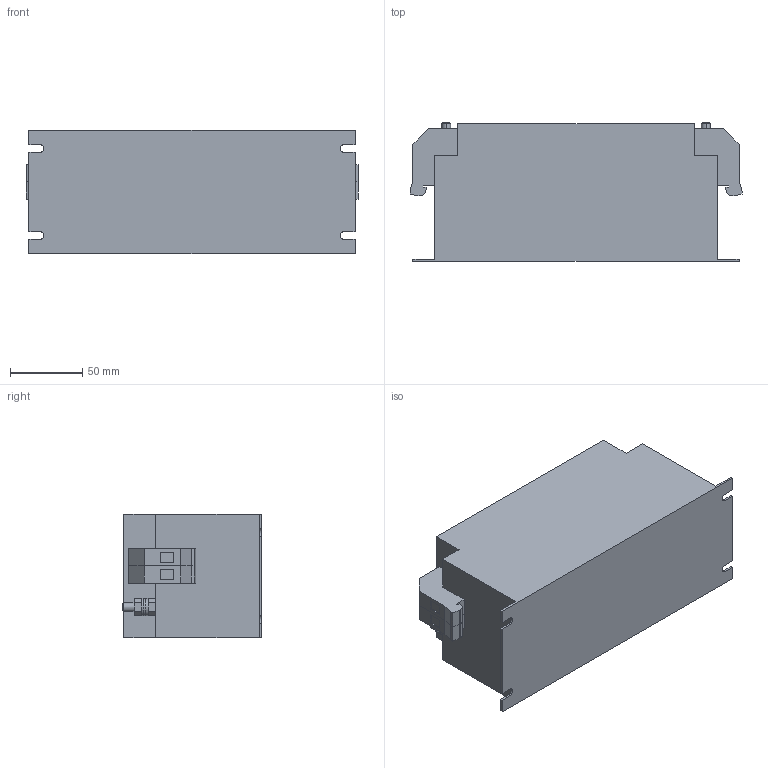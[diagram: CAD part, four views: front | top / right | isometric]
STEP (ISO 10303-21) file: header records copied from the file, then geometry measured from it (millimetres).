
FILE_DESCRIPTION (( 'STEP AP214' ), '1' );
FILE_NAME ('189913.STEP', '2020-05-28T21:42:57', ( '' ), ( '' ), 'SwSTEP 2.0', 'SolidWorks 2018', '' );
FILE_SCHEMA (( 'AUTOMOTIVE_DESIGN' ));
Length unit declared in the file: millimetre
Products named in the file (1): 189913
Bounding box: 229 x 95.8 x 85 mm (x, y, z)
Volume: 1563907.1 mm3; surface area: 97219.2 mm2
Topology: 1 solids, 1 shells, 236 faces, 570 edges, 352 vertices
Faces by surface type: plane 144, cone 52, cylinder 36, torus 4
Entity records: 7102 total; most frequent: CARTESIAN_POINT 1679, ORIENTED_EDGE 1140, DIRECTION 1066, EDGE_CURVE 570, AXIS2_PLACEMENT_3D 363, VERTEX_POINT 352, LINE 340, VECTOR 340
